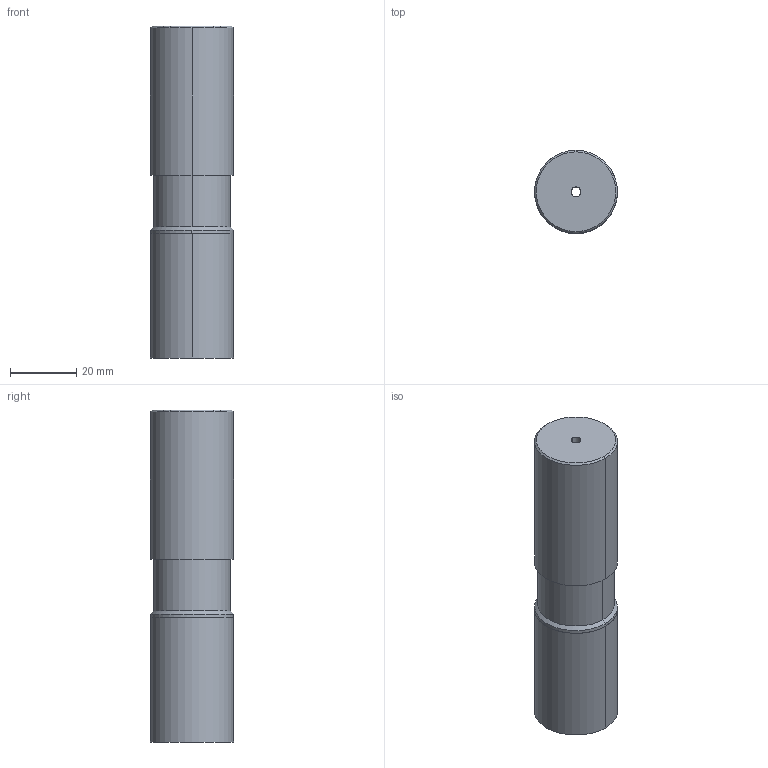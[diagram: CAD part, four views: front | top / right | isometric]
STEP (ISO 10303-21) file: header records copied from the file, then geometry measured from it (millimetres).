
FILE_DESCRIPTION(/* description */ (''),/* implementation_level */ '2;1');
FILE_NAME(/* name */ 'A3SA250N55C.stp',/* time_stamp */ '2025-06-20T08:53:52+09:00',/* author */ (''),/* organization */ (''),/* preprocessor_version */ 'ST-DEVELOPER v18.101',/* originating_system */ 'SIEMENS PLM Software NX 2011',/* authorisation */ '');
FILE_SCHEMA (('AUTOMOTIVE_DESIGN { 1 0 10303 214 3 1 1 1 }'));
Length unit declared in the file: millimetre
Products named in the file (1): A3SA250N55C_ASM
Bounding box: 25 x 25 x 100 mm (x, y, z)
Volume: 47159.2 mm3; surface area: 10713.3 mm2
Topology: 2 solids, 2 shells, 21 faces, 46 edges, 35 vertices
Faces by surface type: cylinder 10, cone 6, plane 5
Entity records: 748 total; most frequent: CARTESIAN_POINT 147, DIRECTION 126, ORIENTED_EDGE 84, AXIS2_PLACEMENT_3D 54, EDGE_CURVE 42, EDGE_LOOP 26, VERTEX_POINT 26, CIRCLE 22
